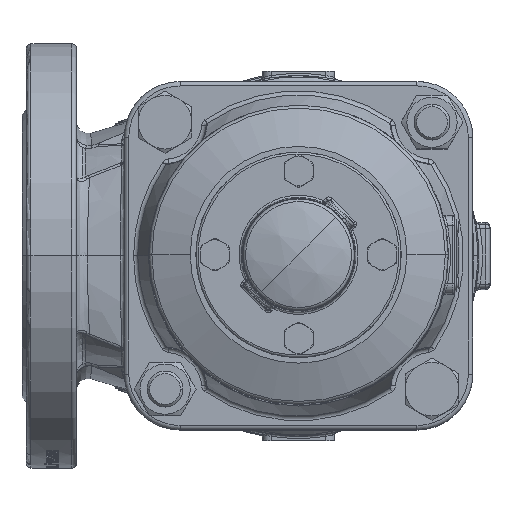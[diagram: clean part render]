
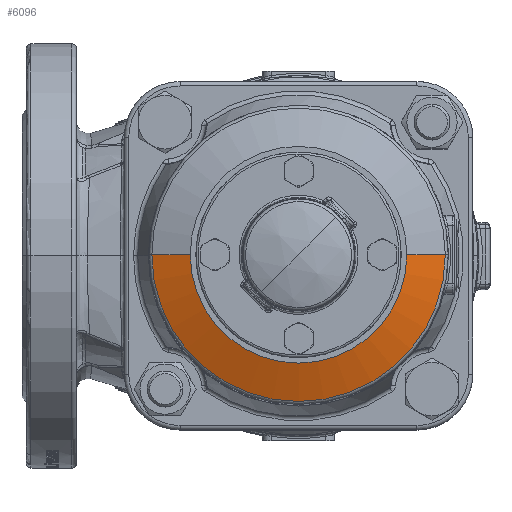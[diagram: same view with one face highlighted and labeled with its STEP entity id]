
A CAD part, top view. The second image highlights one B-rep face of the part: STEP entity #6096.
In plain terms, the highlighted conical face has half-angle 70 degrees and reference radius 48.5 mm.
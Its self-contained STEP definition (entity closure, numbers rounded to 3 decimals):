
#2695=CARTESIAN_POINT('',(-65.684,0.,308.746));
#2696=VERTEX_POINT('',#2695);
#2704=CARTESIAN_POINT('',(65.684,0.,308.746));
#2705=VERTEX_POINT('',#2704);
#3813=CARTESIAN_POINT('',(-48.5,0.,315.));
#3814=VERTEX_POINT('',#3813);
#3815=CARTESIAN_POINT('',(48.5,0.,315.));
#3816=VERTEX_POINT('',#3815);
#3824=CARTESIAN_POINT('',(48.5,0.,315.));
#3825=DIRECTION('',(0.94,-0.,-0.342));
#3826=VECTOR('',#3825,18.287);
#3827=LINE('',#3824,#3826);
#3828=EDGE_CURVE('NONE',#3816,#2705,#3827,.T.);
#3831=CARTESIAN_POINT('',(-48.5,0.,315.));
#3832=DIRECTION('',(-0.94,-0.,-0.342));
#3833=VECTOR('',#3832,18.287);
#3834=LINE('',#3831,#3833);
#3835=EDGE_CURVE('NONE',#3814,#2696,#3834,.T.);
#6073=CARTESIAN_POINT('',(0.,0.,315.));
#6074=DIRECTION('',(-0.,-0.,-1.));
#6075=DIRECTION('',(-1.,-0.,0.));
#6076=AXIS2_PLACEMENT_3D('',#6073,#6074,#6075);
#6077=CONICAL_SURFACE('',#6076,48.5,70.);
#6078=ORIENTED_EDGE('',*,*,#3828,.F.);
#6079=CARTESIAN_POINT('',(0.,0.,315.));
#6080=DIRECTION('',(-0.,-0.,-1.));
#6081=DIRECTION('',(-1.,-0.,0.));
#6082=AXIS2_PLACEMENT_3D('',#6079,#6080,#6081);
#6083=CIRCLE('',#6082,48.5);
#6084=EDGE_CURVE('NONE',#3816,#3814,#6083,.T.);
#6085=ORIENTED_EDGE('',*,*,#6084,.T.);
#6086=ORIENTED_EDGE('',*,*,#3835,.T.);
#6087=CARTESIAN_POINT('',(0.,0.,308.746));
#6088=DIRECTION('',(0.,0.,1.));
#6089=DIRECTION('',(-1.,-0.,0.));
#6090=AXIS2_PLACEMENT_3D('',#6087,#6088,#6089);
#6091=CIRCLE('',#6090,65.684);
#6092=EDGE_CURVE('NONE',#2696,#2705,#6091,.T.);
#6093=ORIENTED_EDGE('',*,*,#6092,.T.);
#6094=EDGE_LOOP('',(#6078,#6085,#6086,#6093));
#6095=FACE_BOUND('',#6094,.T.);
#6096=ADVANCED_FACE('NONE',(#6095),#6077,.T.);
